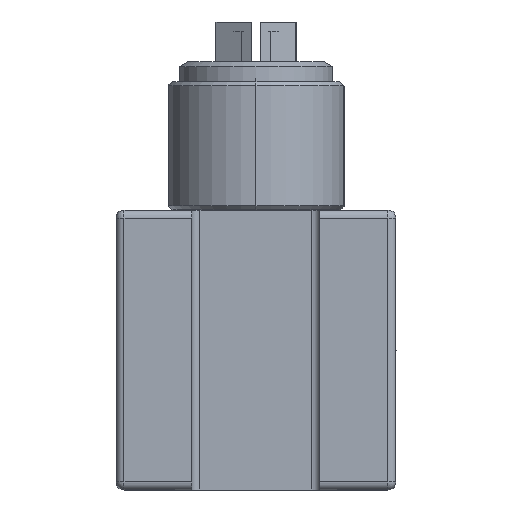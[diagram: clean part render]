
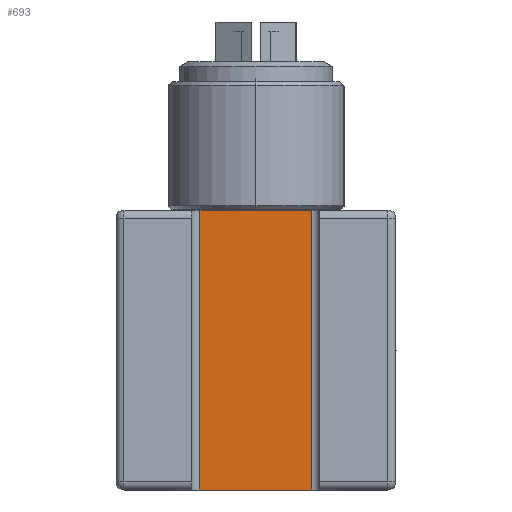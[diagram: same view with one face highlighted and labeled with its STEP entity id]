
A CAD part, left-side view. The second image highlights one B-rep face of the part: STEP entity #693.
In plain terms, the highlighted planar face has unit normal (-1, 0, 0).
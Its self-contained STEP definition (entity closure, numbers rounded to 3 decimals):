
#128 = EDGE_CURVE ( 'NONE', #164, #6488, #4435, .T. ) ;
#164 = VERTEX_POINT ( 'NONE', #4531 ) ;
#187 = ORIENTED_EDGE ( 'NONE', *, *, #7972, .T. ) ;
#609 = VERTEX_POINT ( 'NONE', #8900 ) ;
#693 = ADVANCED_FACE ( 'NONE', ( #3696 ), #3053, .F. ) ;
#700 = VERTEX_POINT ( 'NONE', #8041 ) ;
#1363 = VECTOR ( 'NONE', #6919, 1000. ) ;
#1747 = VECTOR ( 'NONE', #4309, 1000. ) ;
#2730 = LINE ( 'NONE', #7724, #1363 ) ;
#2875 = CARTESIAN_POINT ( 'NONE',  ( -10., 7., -17.5 ) ) ;
#2880 = CARTESIAN_POINT ( 'NONE',  ( -10., 7., -17.5 ) ) ;
#3053 = PLANE ( 'NONE',  #8780 ) ;
#3293 = LINE ( 'NONE', #4065, #3735 ) ;
#3696 = FACE_OUTER_BOUND ( 'NONE', #7843, .T. ) ;
#3735 = VECTOR ( 'NONE', #4709, 1000. ) ;
#3740 = CARTESIAN_POINT ( 'NONE',  ( -10., 7., -17.5 ) ) ;
#3743 = LINE ( 'NONE', #4347, #4154 ) ;
#3780 = DIRECTION ( 'NONE',  ( 0., 0., -1. ) ) ;
#4065 = CARTESIAN_POINT ( 'NONE',  ( -10., 7., -17.5 ) ) ;
#4154 = VECTOR ( 'NONE', #4975, 1000. ) ;
#4309 = DIRECTION ( 'NONE',  ( 0., 1., 0. ) ) ;
#4347 = CARTESIAN_POINT ( 'NONE',  ( -10., 7., 17.5 ) ) ;
#4435 = LINE ( 'NONE', #2880, #1747 ) ;
#4531 = CARTESIAN_POINT ( 'NONE',  ( -10., -7., -17.5 ) ) ;
#4709 = DIRECTION ( 'NONE',  ( 0., 0., 1. ) ) ;
#4724 = ORIENTED_EDGE ( 'NONE', *, *, #5052, .F. ) ;
#4975 = DIRECTION ( 'NONE',  ( 0., 1., 0. ) ) ;
#5052 = EDGE_CURVE ( 'NONE', #6488, #700, #3293, .T. ) ;
#5635 = ORIENTED_EDGE ( 'NONE', *, *, #128, .F. ) ;
#6488 = VERTEX_POINT ( 'NONE', #2875 ) ;
#6910 = EDGE_CURVE ( 'NONE', #164, #609, #2730, .T. ) ;
#6919 = DIRECTION ( 'NONE',  ( 0., 0., 1. ) ) ;
#7724 = CARTESIAN_POINT ( 'NONE',  ( -10., -7., -17.5 ) ) ;
#7790 = ORIENTED_EDGE ( 'NONE', *, *, #6910, .T. ) ;
#7843 = EDGE_LOOP ( 'NONE', ( #4724, #5635, #7790, #187 ) ) ;
#7972 = EDGE_CURVE ( 'NONE', #609, #700, #3743, .T. ) ;
#7998 = DIRECTION ( 'NONE',  ( 1., 0., 0. ) ) ;
#8041 = CARTESIAN_POINT ( 'NONE',  ( -10., 7., 17.5 ) ) ;
#8780 = AXIS2_PLACEMENT_3D ( 'NONE', #3740, #7998, #3780 ) ;
#8900 = CARTESIAN_POINT ( 'NONE',  ( -10., -7., 17.5 ) ) ;
